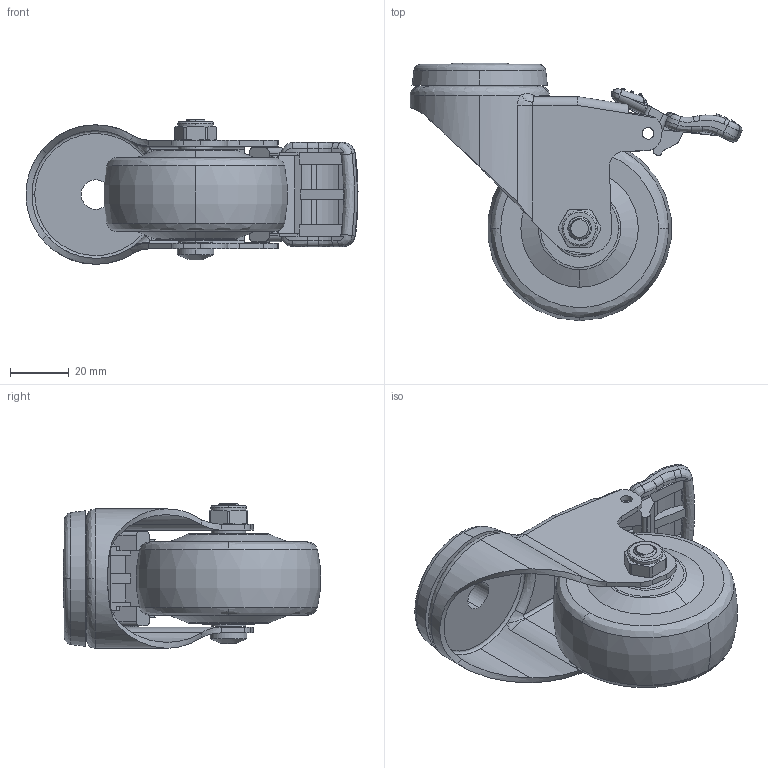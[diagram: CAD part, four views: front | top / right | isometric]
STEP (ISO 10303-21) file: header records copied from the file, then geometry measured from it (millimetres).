
FILE_DESCRIPTION (( 'STEP AP203' ), '1' );
FILE_NAME ('WH-36825H-76 2.5in SWIVEL BRAKE BOLT HOLE MOUNTING H=86 DIA10.STEP', '2022-09-22T03:05:25', ( '' ), ( '' ), 'SwSTEP 2.0', 'SolidWorks 2018', '' );
FILE_SCHEMA (( 'CONFIG_CONTROL_DESIGN' ));
Length unit declared in the file: millimetre
Products named in the file (11): 300-34; WH-36825H-76 2.5in SWIVEL BRAKE BOLT HOLE  MOUNTING H=86 DIA10; 361825H; 3601-64; 350-33A; 3625-964
Assembly tree (5 placements, depth 2):
  WH-36825H-76 2.5in SWIVEL BRAKE BOLT HOLE  MOUNTING H=86 DIA10
    361825H
    3625-964
    350-33A
    300-34
    3601-64
  3601-64
  350-33A
  361825H
  300-34
Bounding box: 113.04 x 87.61 x 49.25 mm (x, y, z)
Volume: 115479.3 mm3; surface area: 37902.6 mm2
Topology: 5 solids, 5 shells, 463 faces, 1228 edges, 764 vertices
Faces by surface type: cylinder 161, plane 139, bspline 129, cone 32, torus 2
Entity records: 24851 total; most frequent: CARTESIAN_POINT 13730, ORIENTED_EDGE 2408, DIRECTION 1725, EDGE_CURVE 1204, VERTEX_POINT 764, AXIS2_PLACEMENT_3D 640, EDGE_LOOP 494, ADVANCED_FACE 463
